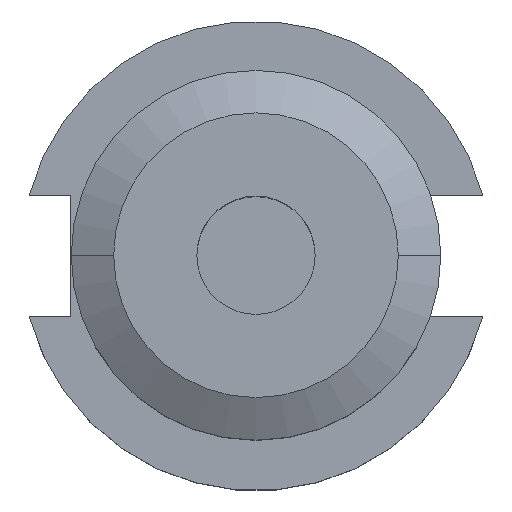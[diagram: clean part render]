
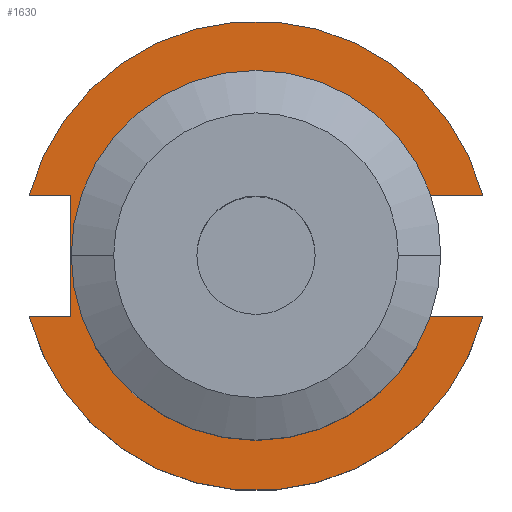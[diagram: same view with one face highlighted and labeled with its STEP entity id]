
A CAD part, top view. The second image highlights one B-rep face of the part: STEP entity #1630.
In plain terms, the highlighted planar face has unit normal (0, 0, 1).
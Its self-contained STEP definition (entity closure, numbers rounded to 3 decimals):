
#1 = CARTESIAN_POINT ( 'NONE',  ( -25.091, 8.191, 19.05 ) ) ;
#25 = CIRCLE ( 'NONE', #538, 31.75 ) ;
#29 = CARTESIAN_POINT ( 'NONE',  ( -23.025, 0., 19.05 ) ) ;
#59 = VECTOR ( 'NONE', #691, 1000. ) ;
#69 = VECTOR ( 'NONE', #237, 1000. ) ;
#93 = ORIENTED_EDGE ( 'NONE', *, *, #1490, .T. ) ;
#94 = DIRECTION ( 'NONE',  ( -1., 0., 0. ) ) ;
#99 = CARTESIAN_POINT ( 'NONE',  ( 22.606, 22.225, 19.05 ) ) ;
#122 = DIRECTION ( 'NONE',  ( -1., 0., 0. ) ) ;
#167 = CARTESIAN_POINT ( 'NONE',  ( -30.675, 8.191, 19.05 ) ) ;
#206 = ORIENTED_EDGE ( 'NONE', *, *, #1644, .T. ) ;
#207 = CARTESIAN_POINT ( 'NONE',  ( 30.675, -8.191, 19.05 ) ) ;
#214 = DIRECTION ( 'NONE',  ( 1., 0., 0. ) ) ;
#237 = DIRECTION ( 'NONE',  ( 0., -1., 0. ) ) ;
#239 = VERTEX_POINT ( 'NONE', #167 ) ;
#271 = AXIS2_PLACEMENT_3D ( 'NONE', #965, #959, #94 ) ;
#273 = DIRECTION ( 'NONE',  ( -1., 0., 0. ) ) ;
#278 = CIRCLE ( 'NONE', #1622, 31.75 ) ;
#286 = ORIENTED_EDGE ( 'NONE', *, *, #1614, .T. ) ;
#317 = EDGE_CURVE ( 'NONE', #1010, #1737, #1402, .T. ) ;
#411 = EDGE_CURVE ( 'NONE', #1275, #1829, #1297, .T. ) ;
#412 = LINE ( 'NONE', #1428, #69 ) ;
#498 = ORIENTED_EDGE ( 'NONE', *, *, #411, .F. ) ;
#509 = CARTESIAN_POINT ( 'NONE',  ( 22.606, -8.191, 19.05 ) ) ;
#523 = EDGE_CURVE ( 'NONE', #1445, #1014, #1689, .T. ) ;
#534 = LINE ( 'NONE', #1391, #888 ) ;
#538 = AXIS2_PLACEMENT_3D ( 'NONE', #818, #1816, #958 ) ;
#549 = CARTESIAN_POINT ( 'NONE',  ( 0., 22.225, 19.05 ) ) ;
#556 = DIRECTION ( 'NONE',  ( 0., 1., 0. ) ) ;
#561 = ORIENTED_EDGE ( 'NONE', *, *, #1712, .T. ) ;
#562 = LINE ( 'NONE', #1372, #1672 ) ;
#571 = ORIENTED_EDGE ( 'NONE', *, *, #317, .T. ) ;
#585 = VERTEX_POINT ( 'NONE', #1013 ) ;
#615 = LINE ( 'NONE', #1581, #1012 ) ;
#631 = EDGE_LOOP ( 'NONE', ( #206, #941, #1705, #571, #1292, #93, #977, #286, #498, #561, #1067 ) ) ;
#691 = DIRECTION ( 'NONE',  ( 0., 1., 0. ) ) ;
#764 = CARTESIAN_POINT ( 'NONE',  ( -61.091, -8.191, 19.05 ) ) ;
#814 = VECTOR ( 'NONE', #214, 1000. ) ;
#818 = CARTESIAN_POINT ( 'NONE',  ( 0., 0., 19.05 ) ) ;
#824 = LINE ( 'NONE', #1103, #1164 ) ;
#843 = EDGE_CURVE ( 'NONE', #239, #1807, #562, .T. ) ;
#849 = VERTEX_POINT ( 'NONE', #207 ) ;
#872 = CARTESIAN_POINT ( 'NONE',  ( 0., 0., 19.05 ) ) ;
#888 = VECTOR ( 'NONE', #1538, 1000. ) ;
#908 = EDGE_CURVE ( 'NONE', #585, #1737, #824, .T. ) ;
#941 = ORIENTED_EDGE ( 'NONE', *, *, #523, .T. ) ;
#958 = DIRECTION ( 'NONE',  ( 1., 0., 0. ) ) ;
#959 = DIRECTION ( 'NONE',  ( 0., 0., -1. ) ) ;
#965 = CARTESIAN_POINT ( 'NONE',  ( 0., 0., 19.05 ) ) ;
#977 = ORIENTED_EDGE ( 'NONE', *, *, #843, .T. ) ;
#999 = CARTESIAN_POINT ( 'NONE',  ( -30.675, -8.191, 19.05 ) ) ;
#1001 = PLANE ( 'NONE',  #1139 ) ;
#1010 = VERTEX_POINT ( 'NONE', #1213 ) ;
#1012 = VECTOR ( 'NONE', #556, 1000. ) ;
#1013 = CARTESIAN_POINT ( 'NONE',  ( 30.675, 8.191, 19.05 ) ) ;
#1014 = VERTEX_POINT ( 'NONE', #29 ) ;
#1019 = DIRECTION ( 'NONE',  ( 1., 0., 0. ) ) ;
#1059 = FACE_OUTER_BOUND ( 'NONE', #631, .T. ) ;
#1067 = ORIENTED_EDGE ( 'NONE', *, *, #1095, .F. ) ;
#1070 = EDGE_CURVE ( 'NONE', #1014, #1010, #1698, .T. ) ;
#1089 = DIRECTION ( 'NONE',  ( 1., 0., 0. ) ) ;
#1095 = EDGE_CURVE ( 'NONE', #1498, #849, #534, .T. ) ;
#1103 = CARTESIAN_POINT ( 'NONE',  ( 0., 8.191, 19.05 ) ) ;
#1139 = AXIS2_PLACEMENT_3D ( 'NONE', #549, #1148, #273 ) ;
#1148 = DIRECTION ( 'NONE',  ( 0., 0., -1. ) ) ;
#1151 = DIRECTION ( 'NONE',  ( 0., 0., -1. ) ) ;
#1164 = VECTOR ( 'NONE', #1815, 1000. ) ;
#1166 = CARTESIAN_POINT ( 'NONE',  ( -25.091, -8.191, 19.05 ) ) ;
#1184 = CARTESIAN_POINT ( 'NONE',  ( 22.606, -4.373, 19.05 ) ) ;
#1213 = CARTESIAN_POINT ( 'NONE',  ( 22.606, 4.373, 19.05 ) ) ;
#1275 = VERTEX_POINT ( 'NONE', #999 ) ;
#1288 = CARTESIAN_POINT ( 'NONE',  ( 0., 0., 19.05 ) ) ;
#1292 = ORIENTED_EDGE ( 'NONE', *, *, #908, .F. ) ;
#1297 = LINE ( 'NONE', #764, #814 ) ;
#1298 = CARTESIAN_POINT ( 'NONE',  ( 22.606, 8.191, 19.05 ) ) ;
#1372 = CARTESIAN_POINT ( 'NONE',  ( -61.091, 8.191, 19.05 ) ) ;
#1391 = CARTESIAN_POINT ( 'NONE',  ( 0., -8.191, 19.05 ) ) ;
#1402 = LINE ( 'NONE', #99, #59 ) ;
#1428 = CARTESIAN_POINT ( 'NONE',  ( -25.091, 8.191, 19.05 ) ) ;
#1445 = VERTEX_POINT ( 'NONE', #1184 ) ;
#1473 = AXIS2_PLACEMENT_3D ( 'NONE', #1288, #1151, #122 ) ;
#1490 = EDGE_CURVE ( 'NONE', #585, #239, #25, .T. ) ;
#1498 = VERTEX_POINT ( 'NONE', #509 ) ;
#1538 = DIRECTION ( 'NONE',  ( 1., 0., 0. ) ) ;
#1581 = CARTESIAN_POINT ( 'NONE',  ( 22.606, 22.225, 19.05 ) ) ;
#1614 = EDGE_CURVE ( 'NONE', #1807, #1829, #412, .T. ) ;
#1622 = AXIS2_PLACEMENT_3D ( 'NONE', #872, #1876, #1019 ) ;
#1630 = ADVANCED_FACE ( 'NONE', ( #1059 ), #1001, .F. ) ;
#1644 = EDGE_CURVE ( 'NONE', #1498, #1445, #615, .T. ) ;
#1672 = VECTOR ( 'NONE', #1089, 1000. ) ;
#1689 = CIRCLE ( 'NONE', #271, 23.025 ) ;
#1698 = CIRCLE ( 'NONE', #1473, 23.025 ) ;
#1705 = ORIENTED_EDGE ( 'NONE', *, *, #1070, .T. ) ;
#1712 = EDGE_CURVE ( 'NONE', #1275, #849, #278, .T. ) ;
#1737 = VERTEX_POINT ( 'NONE', #1298 ) ;
#1807 = VERTEX_POINT ( 'NONE', #1 ) ;
#1815 = DIRECTION ( 'NONE',  ( -1., 0., 0. ) ) ;
#1816 = DIRECTION ( 'NONE',  ( 0., 0., 1. ) ) ;
#1829 = VERTEX_POINT ( 'NONE', #1166 ) ;
#1876 = DIRECTION ( 'NONE',  ( 0., 0., 1. ) ) ;
